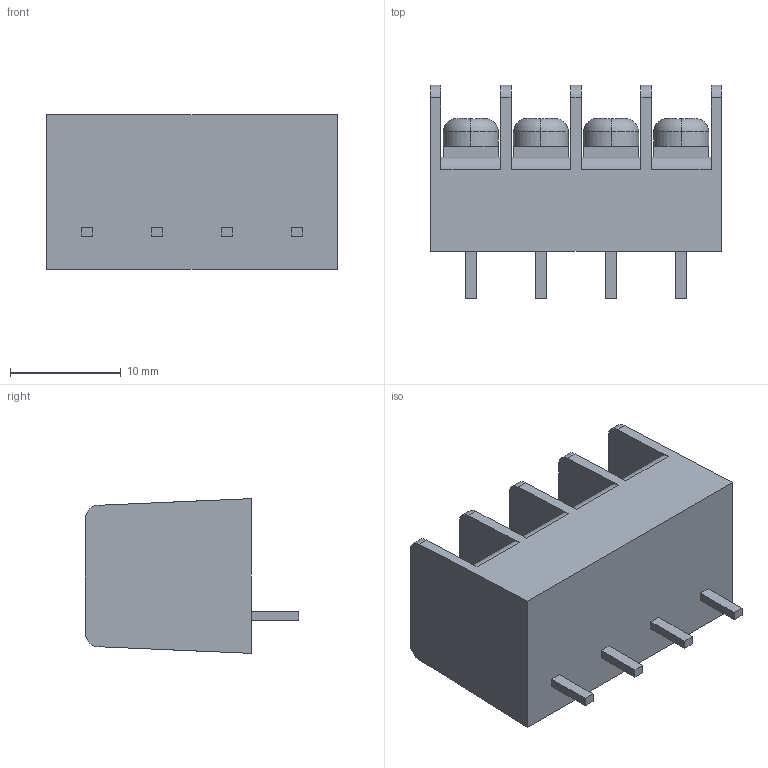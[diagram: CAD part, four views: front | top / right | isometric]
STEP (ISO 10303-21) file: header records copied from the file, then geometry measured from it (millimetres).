
FILE_DESCRIPTION((''),'2;1');
FILE_NAME('C-1546657-4','2019-02-14T23:34:59',('workeradm'),('TE Connectivity Ltd.'),'CREO PARAMETRIC BY PTC INC, 2018190','CREO PARAMETRIC BY PTC INC, 2018190','');
FILE_SCHEMA(('AUTOMOTIVE_DESIGN { 1 0 10303 214 1 1 1 1 }'));
Length unit declared in the file: millimetre
Products named in the file (1): C-1546657-4
Bounding box: 26.3 x 19.3 x 14 mm (x, y, z)
Volume: 3699.4 mm3; surface area: 2584.5 mm2
Topology: 1 solids, 1 shells, 184 faces, 490 edges, 316 vertices
Faces by surface type: plane 134, cylinder 42, torus 8
Entity records: 5962 total; most frequent: CARTESIAN_POINT 1324, ORIENTED_EDGE 980, DIRECTION 934, EDGE_CURVE 490, VECTOR 318, LINE 318, VERTEX_POINT 316, AXIS2_PLACEMENT_3D 308
